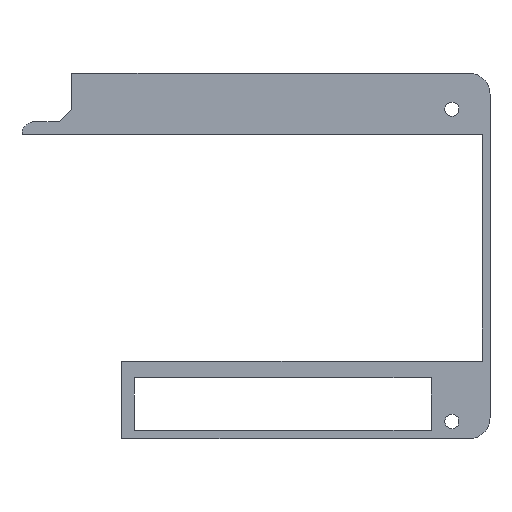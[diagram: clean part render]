
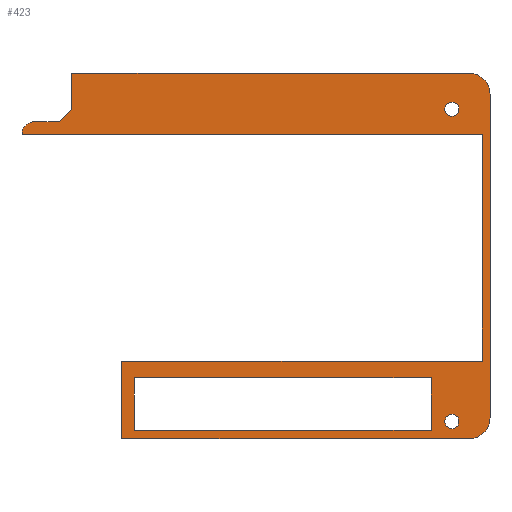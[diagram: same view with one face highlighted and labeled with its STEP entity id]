
A CAD part, front view. The second image highlights one B-rep face of the part: STEP entity #423.
In plain terms, the highlighted planar face has unit normal (0, -1, 0).
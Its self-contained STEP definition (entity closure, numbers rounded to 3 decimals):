
#18=FACE_BOUND('',#82,.T.);
#19=FACE_BOUND('',#83,.T.);
#20=FACE_BOUND('',#84,.T.);
#36=PLANE('',#468);
#57=FACE_OUTER_BOUND('',#81,.T.);
#81=EDGE_LOOP('',(#379,#380,#381,#382,#383,#384,#385,#386,#387,#388,#389,
#390,#391));
#82=EDGE_LOOP('',(#392));
#83=EDGE_LOOP('',(#393));
#84=EDGE_LOOP('',(#394,#395,#396,#397));
#101=LINE('',#628,#148);
#103=LINE('',#632,#150);
#108=LINE('',#643,#155);
#111=LINE('',#652,#158);
#116=LINE('',#666,#163);
#118=LINE('',#670,#165);
#120=LINE('',#674,#167);
#122=LINE('',#677,#169);
#123=LINE('',#679,#170);
#124=LINE('',#681,#171);
#125=LINE('',#684,#172);
#127=LINE('',#688,#174);
#129=LINE('',#692,#176);
#131=LINE('',#695,#178);
#148=VECTOR('',#505,10.);
#150=VECTOR('',#509,10.);
#155=VECTOR('',#520,10.);
#158=VECTOR('',#529,10.);
#163=VECTOR('',#544,10.);
#165=VECTOR('',#548,10.);
#167=VECTOR('',#552,10.);
#169=VECTOR('',#556,10.);
#170=VECTOR('',#559,10.);
#171=VECTOR('',#562,10.);
#172=VECTOR('',#565,10.);
#174=VECTOR('',#569,10.);
#176=VECTOR('',#573,10.);
#178=VECTOR('',#577,10.);
#179=CIRCLE('',#439,3.);
#185=CIRCLE('',#449,5.);
#186=CIRCLE('',#452,5.);
#187=CIRCLE('',#455,1.7);
#188=CIRCLE('',#457,1.7);
#189=VERTEX_POINT('',#582);
#190=VERTEX_POINT('',#583);
#210=VERTEX_POINT('',#627);
#211=VERTEX_POINT('',#631);
#212=VERTEX_POINT('',#635);
#213=VERTEX_POINT('',#636);
#214=VERTEX_POINT('',#641);
#215=VERTEX_POINT('',#645);
#216=VERTEX_POINT('',#646);
#217=VERTEX_POINT('',#651);
#218=VERTEX_POINT('',#655);
#219=VERTEX_POINT('',#659);
#220=VERTEX_POINT('',#663);
#221=VERTEX_POINT('',#665);
#222=VERTEX_POINT('',#669);
#223=VERTEX_POINT('',#673);
#224=VERTEX_POINT('',#683);
#225=VERTEX_POINT('',#687);
#226=VERTEX_POINT('',#691);
#227=EDGE_CURVE('',#189,#190,#179,.T.);
#249=EDGE_CURVE('',#210,#190,#101,.T.);
#251=EDGE_CURVE('',#210,#211,#103,.T.);
#253=EDGE_CURVE('',#212,#213,#185,.T.);
#257=EDGE_CURVE('',#212,#214,#108,.T.);
#258=EDGE_CURVE('',#215,#216,#186,.T.);
#261=EDGE_CURVE('',#217,#216,#111,.T.);
#264=EDGE_CURVE('',#218,#218,#187,.T.);
#266=EDGE_CURVE('',#219,#219,#188,.T.);
#268=EDGE_CURVE('',#221,#220,#116,.T.);
#270=EDGE_CURVE('',#222,#221,#118,.T.);
#272=EDGE_CURVE('',#223,#222,#120,.T.);
#274=EDGE_CURVE('',#220,#223,#122,.T.);
#275=EDGE_CURVE('',#214,#211,#123,.T.);
#276=EDGE_CURVE('',#215,#213,#124,.T.);
#277=EDGE_CURVE('',#224,#217,#125,.T.);
#279=EDGE_CURVE('',#225,#224,#127,.T.);
#281=EDGE_CURVE('',#226,#225,#129,.T.);
#283=EDGE_CURVE('',#189,#226,#131,.T.);
#379=ORIENTED_EDGE('',*,*,#227,.F.);
#380=ORIENTED_EDGE('',*,*,#283,.T.);
#381=ORIENTED_EDGE('',*,*,#281,.T.);
#382=ORIENTED_EDGE('',*,*,#279,.T.);
#383=ORIENTED_EDGE('',*,*,#277,.T.);
#384=ORIENTED_EDGE('',*,*,#261,.T.);
#385=ORIENTED_EDGE('',*,*,#258,.F.);
#386=ORIENTED_EDGE('',*,*,#276,.T.);
#387=ORIENTED_EDGE('',*,*,#253,.F.);
#388=ORIENTED_EDGE('',*,*,#257,.T.);
#389=ORIENTED_EDGE('',*,*,#275,.T.);
#390=ORIENTED_EDGE('',*,*,#251,.F.);
#391=ORIENTED_EDGE('',*,*,#249,.T.);
#392=ORIENTED_EDGE('',*,*,#264,.T.);
#393=ORIENTED_EDGE('',*,*,#266,.T.);
#394=ORIENTED_EDGE('',*,*,#274,.T.);
#395=ORIENTED_EDGE('',*,*,#272,.T.);
#396=ORIENTED_EDGE('',*,*,#270,.T.);
#397=ORIENTED_EDGE('',*,*,#268,.T.);
#423=ADVANCED_FACE('',(#57,#18,#19,#20),#36,.T.);
#439=AXIS2_PLACEMENT_3D('',#584,#473,#474);
#449=AXIS2_PLACEMENT_3D('',#637,#513,#514);
#452=AXIS2_PLACEMENT_3D('',#647,#523,#524);
#455=AXIS2_PLACEMENT_3D('',#657,#534,#535);
#457=AXIS2_PLACEMENT_3D('',#661,#539,#540);
#468=AXIS2_PLACEMENT_3D('',#696,#578,#579);
#473=DIRECTION('center_axis',(0.,1.,0.));
#474=DIRECTION('ref_axis',(-0.707,0.,0.707));
#505=DIRECTION('',(-1.,0.,0.));
#509=DIRECTION('',(0.707,0.,0.707));
#513=DIRECTION('center_axis',(0.,1.,0.));
#514=DIRECTION('ref_axis',(0.707,0.,0.707));
#520=DIRECTION('',(-1.,0.,0.));
#523=DIRECTION('center_axis',(0.,1.,0.));
#524=DIRECTION('ref_axis',(0.707,0.,-0.707));
#529=DIRECTION('',(1.,0.,0.));
#534=DIRECTION('center_axis',(0.,1.,0.));
#535=DIRECTION('ref_axis',(1.,0.,0.));
#539=DIRECTION('center_axis',(0.,1.,0.));
#540=DIRECTION('ref_axis',(1.,0.,0.));
#544=DIRECTION('',(-1.,0.,0.));
#548=DIRECTION('',(0.,0.,-1.));
#552=DIRECTION('',(1.,0.,0.));
#556=DIRECTION('',(0.,0.,1.));
#559=DIRECTION('',(0.,0.,-1.));
#562=DIRECTION('',(0.,0.,1.));
#565=DIRECTION('',(0.,0.,-1.));
#569=DIRECTION('',(-1.,0.,0.));
#573=DIRECTION('',(0.,0.,-1.));
#577=DIRECTION('',(1.,0.,0.));
#578=DIRECTION('center_axis',(0.,-1.,0.));
#579=DIRECTION('ref_axis',(0.,0.,-1.));
#582=CARTESIAN_POINT('',(-55.25,-12.75,27.25));
#583=CARTESIAN_POINT('',(-52.25,-12.75,30.25));
#584=CARTESIAN_POINT('Origin',(-52.25,-12.75,27.25));
#627=CARTESIAN_POINT('',(-46.25,-12.75,30.25));
#628=CARTESIAN_POINT('',(-55.25,-12.75,30.25));
#631=CARTESIAN_POINT('',(-43.25,-12.75,33.25));
#632=CARTESIAN_POINT('',(-41.763,-12.75,34.738));
#635=CARTESIAN_POINT('',(52.15,-12.75,41.9));
#636=CARTESIAN_POINT('',(57.15,-12.75,36.9));
#637=CARTESIAN_POINT('Origin',(52.15,-12.75,36.9));
#641=CARTESIAN_POINT('',(-43.25,-12.75,41.9));
#643=CARTESIAN_POINT('',(57.15,-12.75,41.9));
#645=CARTESIAN_POINT('',(57.15,-12.75,-40.9));
#646=CARTESIAN_POINT('',(52.15,-12.75,-45.9));
#647=CARTESIAN_POINT('Origin',(52.15,-12.75,-40.9));
#651=CARTESIAN_POINT('',(-31.25,-12.75,-45.9));
#652=CARTESIAN_POINT('',(-31.25,-12.75,-45.9));
#655=CARTESIAN_POINT('',(46.3,-12.75,-41.75));
#657=CARTESIAN_POINT('Origin',(48.,-12.75,-41.75));
#659=CARTESIAN_POINT('',(46.3,-12.75,33.25));
#661=CARTESIAN_POINT('Origin',(48.,-12.75,33.25));
#663=CARTESIAN_POINT('',(-28.25,-12.75,-43.9));
#665=CARTESIAN_POINT('',(43.,-12.75,-43.9));
#666=CARTESIAN_POINT('',(43.,-12.75,-43.9));
#669=CARTESIAN_POINT('',(43.,-12.75,-31.25));
#670=CARTESIAN_POINT('',(43.,-12.75,-31.25));
#673=CARTESIAN_POINT('',(-28.25,-12.75,-31.25));
#674=CARTESIAN_POINT('',(-28.25,-12.75,-31.25));
#677=CARTESIAN_POINT('',(-28.25,-12.75,-43.9));
#679=CARTESIAN_POINT('',(-43.25,-12.75,41.9));
#681=CARTESIAN_POINT('',(57.15,-12.75,-45.9));
#683=CARTESIAN_POINT('',(-31.25,-12.75,-27.25));
#684=CARTESIAN_POINT('',(-31.25,-12.75,-27.25));
#687=CARTESIAN_POINT('',(55.25,-12.75,-27.25));
#688=CARTESIAN_POINT('',(55.25,-12.75,-27.25));
#691=CARTESIAN_POINT('',(55.25,-12.75,27.25));
#692=CARTESIAN_POINT('',(55.25,-12.75,27.25));
#695=CARTESIAN_POINT('',(-55.25,-12.75,27.25));
#696=CARTESIAN_POINT('Origin',(0.95,-12.75,-2.));
